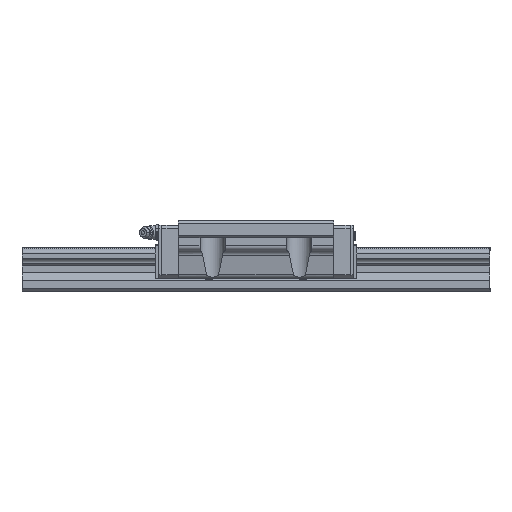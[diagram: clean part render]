
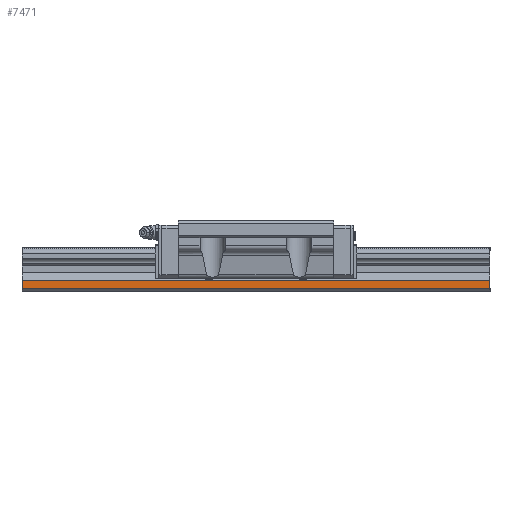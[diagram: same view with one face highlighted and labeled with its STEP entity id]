
A CAD part, top view. The second image highlights one B-rep face of the part: STEP entity #7471.
In plain terms, the highlighted planar face has unit normal (0, 0, 1).
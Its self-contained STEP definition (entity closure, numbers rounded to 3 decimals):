
#281 = CARTESIAN_POINT ( 'NONE',  ( -20., 1.5, 14. ) ) ;
#469 = AXIS2_PLACEMENT_3D ( 'NONE', #281, #11547, #3075 ) ;
#513 = VERTEX_POINT ( 'NONE', #11715 ) ;
#552 = CARTESIAN_POINT ( 'NONE',  ( -20., 6.3, 14. ) ) ;
#738 = CARTESIAN_POINT ( 'NONE',  ( 260., 1.5, 14. ) ) ;
#1069 = ORIENTED_EDGE ( 'NONE', *, *, #7857, .F. ) ;
#1213 = VECTOR ( 'NONE', #8904, 1000. ) ;
#1542 = VERTEX_POINT ( 'NONE', #11230 ) ;
#2202 = EDGE_LOOP ( 'NONE', ( #7767, #1069, #11593, #2414 ) ) ;
#2414 = ORIENTED_EDGE ( 'NONE', *, *, #9540, .T. ) ;
#2462 = CARTESIAN_POINT ( 'NONE',  ( 260., 6.3, 14. ) ) ;
#2528 = PLANE ( 'NONE',  #469 ) ;
#2529 = EDGE_CURVE ( 'NONE', #1542, #513, #9586, .T. ) ;
#2574 = VECTOR ( 'NONE', #10595, 1000. ) ;
#2615 = LINE ( 'NONE', #8893, #6828 ) ;
#3075 = DIRECTION ( 'NONE',  ( 1., 0., 0. ) ) ;
#4395 = LINE ( 'NONE', #5205, #1213 ) ;
#5205 = CARTESIAN_POINT ( 'NONE',  ( 260., 0., 14. ) ) ;
#5495 = VERTEX_POINT ( 'NONE', #738 ) ;
#5860 = CARTESIAN_POINT ( 'NONE',  ( -20., 0., 14. ) ) ;
#5970 = DIRECTION ( 'NONE',  ( -1., 0., 0. ) ) ;
#6213 = LINE ( 'NONE', #552, #2574 ) ;
#6828 = VECTOR ( 'NONE', #5970, 1000. ) ;
#6915 = EDGE_CURVE ( 'NONE', #8160, #5495, #4395, .T. ) ;
#7124 = DIRECTION ( 'NONE',  ( 0., -1., 0. ) ) ;
#7471 = ADVANCED_FACE ( 'NONE', ( #9709 ), #2528, .T. ) ;
#7767 = ORIENTED_EDGE ( 'NONE', *, *, #2529, .T. ) ;
#7857 = EDGE_CURVE ( 'NONE', #5495, #513, #2615, .T. ) ;
#8160 = VERTEX_POINT ( 'NONE', #2462 ) ;
#8893 = CARTESIAN_POINT ( 'NONE',  ( -20., 1.5, 14. ) ) ;
#8904 = DIRECTION ( 'NONE',  ( 0., -1., 0. ) ) ;
#9540 = EDGE_CURVE ( 'NONE', #8160, #1542, #6213, .T. ) ;
#9586 = LINE ( 'NONE', #5860, #10739 ) ;
#9709 = FACE_OUTER_BOUND ( 'NONE', #2202, .T. ) ;
#10595 = DIRECTION ( 'NONE',  ( -1., 0., 0. ) ) ;
#10739 = VECTOR ( 'NONE', #7124, 1000. ) ;
#11230 = CARTESIAN_POINT ( 'NONE',  ( -20., 6.3, 14. ) ) ;
#11547 = DIRECTION ( 'NONE',  ( 0., 0., 1. ) ) ;
#11593 = ORIENTED_EDGE ( 'NONE', *, *, #6915, .F. ) ;
#11715 = CARTESIAN_POINT ( 'NONE',  ( -20., 1.5, 14. ) ) ;
